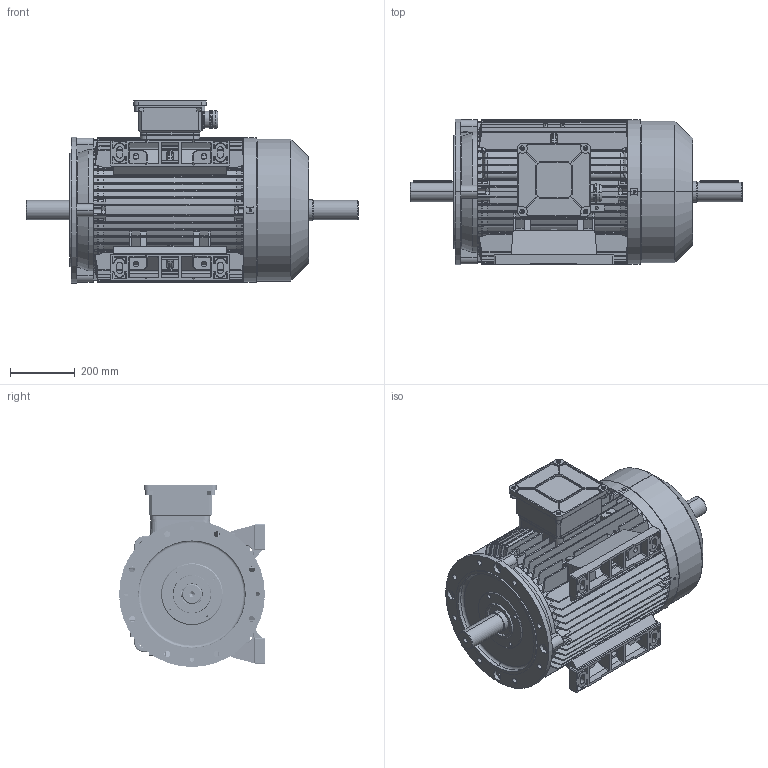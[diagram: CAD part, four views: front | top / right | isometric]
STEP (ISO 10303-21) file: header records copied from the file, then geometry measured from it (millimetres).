
FILE_DESCRIPTION (( 'STEP AP214' ), '1' );
FILE_NAME ('FCAP225 M-B3 B5-IC411-4-6-8 POLES-TB RIGHT-DOUBLE SHAFT.STEP', '2024-10-01T14:48:49', ( '' ), ( '' ), 'SwSTEP 2.0', 'SolidWorks 2024', '' );
FILE_SCHEMA (( 'AUTOMOTIVE_DESIGN' ));
Length unit declared in the file: millimetre
Products named in the file (17): Coperchietto interno d.140; Guarnizione scatola-motore 225-250T; FCAP225 M-B3 B5-IC411-4-6-8 POLES-TB RIGHT-DOUBLE SHAFT; Scudo serie 225M con fori encoder; Scatola morsetti 225T-250T; Coprimorsettiera  225T-250T; Flangia FC225M - diam.450; Tappo M50; 18x11x120; Carcassa 250T; Copriventola C250T; Piede 225M; Coperchio scatola morsetti 225T-250T; Radial Ball Bearing_68_SKF_SKF - 6313 - 10,DE,AC,10_68; Albero 225M serie ventilato; Guarnizione scatola-coperchio 225T-250T; PRESSACAVO M50
Assembly tree (20 placements, depth 3):
  FCAP225 M-B3 B5-IC411-4-6-8 POLES-TB RIGHT-DOUBLE SHAFT
    Albero 225M serie ventilato  x2
    Radial Ball Bearing_68_SKF_SKF - 6313 - 10,DE,AC,10_68  x2
    Coperchietto interno d.140
    Scudo serie 225M con fori encoder
    18x11x120  x2
    Copriventola C250T
    Piede 225M  x2
    Coprimorsettiera  225T-250T
      Scatola morsetti 225T-250T
      Guarnizione scatola-coperchio 225T-250T
      Guarnizione scatola-motore 225-250T
      Coperchio scatola morsetti 225T-250T
      Tappo M50
      PRESSACAVO M50
    Carcassa 250T
    Flangia FC225M - diam.450
Bounding box: 1025 x 450 x 562 mm (x, y, z)
Volume: 26346876.9 mm3; surface area: 6004082.2 mm2
Topology: 22 solids, 23 shells, 6340 faces, 17926 edges, 11554 vertices
Faces by surface type: plane 3476, cylinder 1445, torus 523, cone 429, bspline 255, sphere 212
Entity records: 211884 total; most frequent: CARTESIAN_POINT 62285, ORIENTED_EDGE 32718, DIRECTION 28496, EDGE_CURVE 16359, VERTEX_POINT 10626, VECTOR 10366, LINE 10366, AXIS2_PLACEMENT_3D 9065
